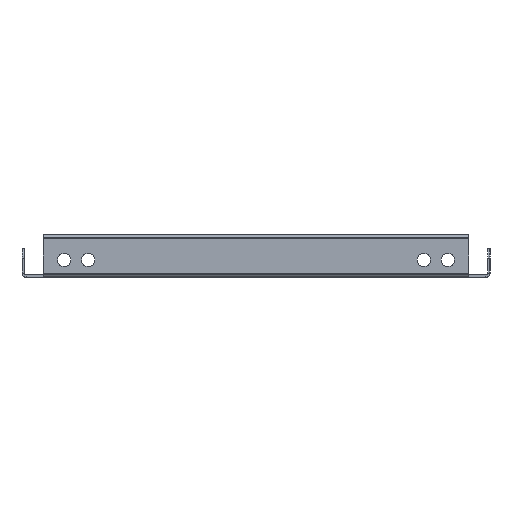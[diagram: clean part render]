
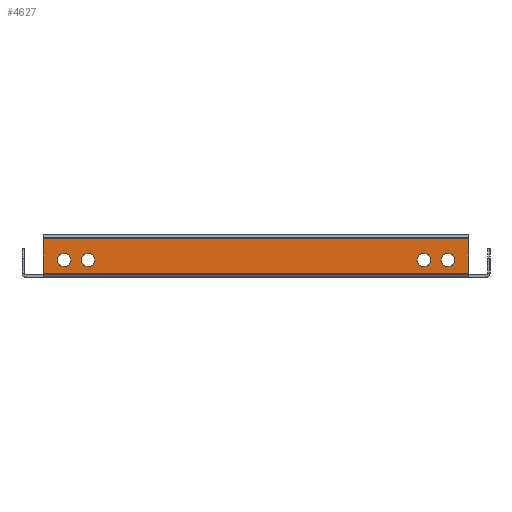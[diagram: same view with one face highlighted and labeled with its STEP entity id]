
A CAD part, left-side view. The second image highlights one B-rep face of the part: STEP entity #4627.
In plain terms, the highlighted planar face has unit normal (-1, 0, 0).
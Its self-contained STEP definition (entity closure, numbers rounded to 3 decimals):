
#46 = EDGE_CURVE ( 'NONE', #4948, #5586, #1792, .T. ) ;
#113 = ORIENTED_EDGE ( 'NONE', *, *, #535, .T. ) ;
#222 = EDGE_CURVE ( 'NONE', #5586, #4454, #5378, .T. ) ;
#252 = LINE ( 'NONE', #5227, #4721 ) ;
#260 = EDGE_CURVE ( 'NONE', #2374, #3560, #4803, .T. ) ;
#278 = ORIENTED_EDGE ( 'NONE', *, *, #5242, .T. ) ;
#358 = CARTESIAN_POINT ( 'NONE',  ( -321.7, 110.8, 0. ) ) ;
#418 = CARTESIAN_POINT ( 'NONE',  ( -321.7, 87.5, 4.35 ) ) ;
#438 = EDGE_LOOP ( 'NONE', ( #457, #1118 ) ) ;
#457 = ORIENTED_EDGE ( 'NONE', *, *, #4524, .T. ) ;
#461 = VERTEX_POINT ( 'NONE', #3315 ) ;
#509 = VECTOR ( 'NONE', #1846, 1000. ) ;
#535 = EDGE_CURVE ( 'NONE', #4454, #818, #252, .T. ) ;
#648 = FACE_BOUND ( 'NONE', #2726, .T. ) ;
#654 = CIRCLE ( 'NONE', #3899, 3.45 ) ;
#671 = AXIS2_PLACEMENT_3D ( 'NONE', #1306, #3567, #4915 ) ;
#730 = CARTESIAN_POINT ( 'NONE',  ( -321.7, 100., 7.8 ) ) ;
#732 = FACE_OUTER_BOUND ( 'NONE', #983, .T. ) ;
#746 = DIRECTION ( 'NONE',  ( 0., 0., -1. ) ) ;
#812 = CIRCLE ( 'NONE', #5624, 3.45 ) ;
#818 = VERTEX_POINT ( 'NONE', #4522 ) ;
#983 = EDGE_LOOP ( 'NONE', ( #2929, #113, #1036, #3345 ) ) ;
#1036 = ORIENTED_EDGE ( 'NONE', *, *, #3756, .T. ) ;
#1066 = DIRECTION ( 'NONE',  ( 1., 0., 0. ) ) ;
#1067 = CARTESIAN_POINT ( 'NONE',  ( -321.7, 87.5, 11.25 ) ) ;
#1088 = AXIS2_PLACEMENT_3D ( 'NONE', #4912, #5354, #5374 ) ;
#1105 = VERTEX_POINT ( 'NONE', #5629 ) ;
#1118 = ORIENTED_EDGE ( 'NONE', *, *, #1920, .T. ) ;
#1130 = CARTESIAN_POINT ( 'NONE',  ( -321.7, 110.8, 18.8 ) ) ;
#1140 = CIRCLE ( 'NONE', #5577, 3.45 ) ;
#1229 = CARTESIAN_POINT ( 'NONE',  ( -321.7, -100., 7.8 ) ) ;
#1230 = CARTESIAN_POINT ( 'NONE',  ( -321.7, 110.8, 1. ) ) ;
#1248 = DIRECTION ( 'NONE',  ( 0., 0., -1. ) ) ;
#1306 = CARTESIAN_POINT ( 'NONE',  ( -321.7, 87.5, 7.8 ) ) ;
#1360 = DIRECTION ( 'NONE',  ( 1., 0., 0. ) ) ;
#1415 = DIRECTION ( 'NONE',  ( 0., 0., -1. ) ) ;
#1426 = EDGE_CURVE ( 'NONE', #2314, #4460, #812, .T. ) ;
#1496 = FACE_BOUND ( 'NONE', #5031, .T. ) ;
#1527 = DIRECTION ( 'NONE',  ( 1., 0., 0. ) ) ;
#1622 = DIRECTION ( 'NONE',  ( 1., 0., 0. ) ) ;
#1671 = CARTESIAN_POINT ( 'NONE',  ( -321.7, -100., 11.25 ) ) ;
#1693 = ORIENTED_EDGE ( 'NONE', *, *, #2458, .T. ) ;
#1740 = PLANE ( 'NONE',  #1088 ) ;
#1792 = LINE ( 'NONE', #2377, #4020 ) ;
#1846 = DIRECTION ( 'NONE',  ( 0., 0., 1. ) ) ;
#1920 = EDGE_CURVE ( 'NONE', #3896, #5401, #2406, .T. ) ;
#1935 = DIRECTION ( 'NONE',  ( 0., 0., -1. ) ) ;
#2074 = DIRECTION ( 'NONE',  ( 0., -1., 0. ) ) ;
#2135 = AXIS2_PLACEMENT_3D ( 'NONE', #3522, #1527, #1935 ) ;
#2254 = CIRCLE ( 'NONE', #671, 3.45 ) ;
#2314 = VERTEX_POINT ( 'NONE', #5351 ) ;
#2374 = VERTEX_POINT ( 'NONE', #4740 ) ;
#2377 = CARTESIAN_POINT ( 'NONE',  ( -321.7, 0., 18.8 ) ) ;
#2406 = CIRCLE ( 'NONE', #4578, 3.45 ) ;
#2412 = CARTESIAN_POINT ( 'NONE',  ( -321.7, 100., 11.25 ) ) ;
#2458 = EDGE_CURVE ( 'NONE', #3560, #2374, #5806, .T. ) ;
#2467 = LINE ( 'NONE', #4530, #509 ) ;
#2726 = EDGE_LOOP ( 'NONE', ( #5526, #1693 ) ) ;
#2742 = DIRECTION ( 'NONE',  ( 0., 0., -1. ) ) ;
#2820 = AXIS2_PLACEMENT_3D ( 'NONE', #730, #1622, #3824 ) ;
#2929 = ORIENTED_EDGE ( 'NONE', *, *, #222, .T. ) ;
#3184 = DIRECTION ( 'NONE',  ( 1., 0., 0. ) ) ;
#3315 = CARTESIAN_POINT ( 'NONE',  ( -321.7, -87.5, 11.25 ) ) ;
#3345 = ORIENTED_EDGE ( 'NONE', *, *, #46, .T. ) ;
#3393 = CARTESIAN_POINT ( 'NONE',  ( -321.7, -87.5, 7.8 ) ) ;
#3522 = CARTESIAN_POINT ( 'NONE',  ( -321.7, 100., 7.8 ) ) ;
#3560 = VERTEX_POINT ( 'NONE', #2412 ) ;
#3567 = DIRECTION ( 'NONE',  ( 1., 0., 0. ) ) ;
#3639 = EDGE_CURVE ( 'NONE', #4460, #2314, #4776, .T. ) ;
#3644 = CARTESIAN_POINT ( 'NONE',  ( -321.7, -100., 7.8 ) ) ;
#3709 = EDGE_CURVE ( 'NONE', #1105, #461, #654, .T. ) ;
#3728 = CARTESIAN_POINT ( 'NONE',  ( -321.7, 87.5, 7.8 ) ) ;
#3756 = EDGE_CURVE ( 'NONE', #818, #4948, #2467, .T. ) ;
#3824 = DIRECTION ( 'NONE',  ( 0., 0., -1. ) ) ;
#3846 = DIRECTION ( 'NONE',  ( 1., 0., 0. ) ) ;
#3896 = VERTEX_POINT ( 'NONE', #1067 ) ;
#3899 = AXIS2_PLACEMENT_3D ( 'NONE', #4038, #1360, #1415 ) ;
#4020 = VECTOR ( 'NONE', #5558, 1000. ) ;
#4038 = CARTESIAN_POINT ( 'NONE',  ( -321.7, -87.5, 7.8 ) ) ;
#4454 = VERTEX_POINT ( 'NONE', #1230 ) ;
#4460 = VERTEX_POINT ( 'NONE', #1671 ) ;
#4522 = CARTESIAN_POINT ( 'NONE',  ( -321.7, -110.8, 1. ) ) ;
#4524 = EDGE_CURVE ( 'NONE', #5401, #3896, #2254, .T. ) ;
#4530 = CARTESIAN_POINT ( 'NONE',  ( -321.7, -110.8, 0. ) ) ;
#4578 = AXIS2_PLACEMENT_3D ( 'NONE', #3728, #1066, #4586 ) ;
#4586 = DIRECTION ( 'NONE',  ( 0., 0., -1. ) ) ;
#4627 = ADVANCED_FACE ( 'NONE', ( #648, #4982, #5717, #1496, #732 ), #1740, .T. ) ;
#4721 = VECTOR ( 'NONE', #2074, 1000. ) ;
#4740 = CARTESIAN_POINT ( 'NONE',  ( -321.7, 100., 4.35 ) ) ;
#4752 = ORIENTED_EDGE ( 'NONE', *, *, #3709, .T. ) ;
#4776 = CIRCLE ( 'NONE', #5823, 3.45 ) ;
#4803 = CIRCLE ( 'NONE', #2135, 3.45 ) ;
#4912 = CARTESIAN_POINT ( 'NONE',  ( -321.7, 0., 0. ) ) ;
#4915 = DIRECTION ( 'NONE',  ( 0., 0., -1. ) ) ;
#4918 = ORIENTED_EDGE ( 'NONE', *, *, #1426, .T. ) ;
#4948 = VERTEX_POINT ( 'NONE', #5190 ) ;
#4982 = FACE_BOUND ( 'NONE', #5250, .T. ) ;
#5031 = EDGE_LOOP ( 'NONE', ( #4918, #5826 ) ) ;
#5095 = VECTOR ( 'NONE', #5245, 1000. ) ;
#5190 = CARTESIAN_POINT ( 'NONE',  ( -321.7, -110.8, 18.8 ) ) ;
#5227 = CARTESIAN_POINT ( 'NONE',  ( -321.7, 0., 1. ) ) ;
#5242 = EDGE_CURVE ( 'NONE', #461, #1105, #1140, .T. ) ;
#5245 = DIRECTION ( 'NONE',  ( 0., 0., -1. ) ) ;
#5250 = EDGE_LOOP ( 'NONE', ( #4752, #278 ) ) ;
#5258 = DIRECTION ( 'NONE',  ( 1., 0., 0. ) ) ;
#5351 = CARTESIAN_POINT ( 'NONE',  ( -321.7, -100., 4.35 ) ) ;
#5354 = DIRECTION ( 'NONE',  ( -1., 0., 0. ) ) ;
#5374 = DIRECTION ( 'NONE',  ( 0., 0., 1. ) ) ;
#5378 = LINE ( 'NONE', #358, #5095 ) ;
#5401 = VERTEX_POINT ( 'NONE', #418 ) ;
#5526 = ORIENTED_EDGE ( 'NONE', *, *, #260, .T. ) ;
#5558 = DIRECTION ( 'NONE',  ( 0., 1., 0. ) ) ;
#5577 = AXIS2_PLACEMENT_3D ( 'NONE', #3393, #3846, #746 ) ;
#5586 = VERTEX_POINT ( 'NONE', #1130 ) ;
#5624 = AXIS2_PLACEMENT_3D ( 'NONE', #3644, #3184, #2742 ) ;
#5629 = CARTESIAN_POINT ( 'NONE',  ( -321.7, -87.5, 4.35 ) ) ;
#5717 = FACE_BOUND ( 'NONE', #438, .T. ) ;
#5806 = CIRCLE ( 'NONE', #2820, 3.45 ) ;
#5823 = AXIS2_PLACEMENT_3D ( 'NONE', #1229, #5258, #1248 ) ;
#5826 = ORIENTED_EDGE ( 'NONE', *, *, #3639, .T. ) ;
